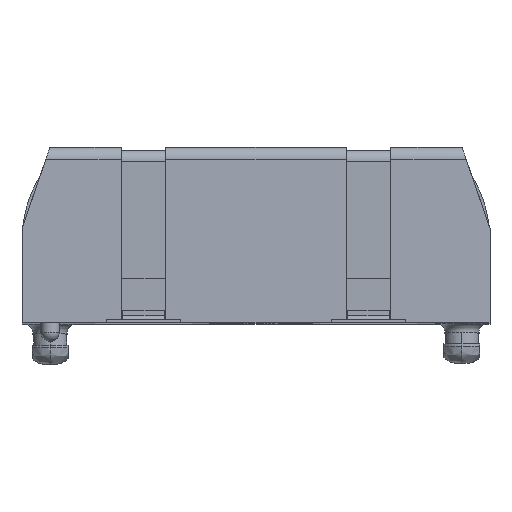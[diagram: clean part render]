
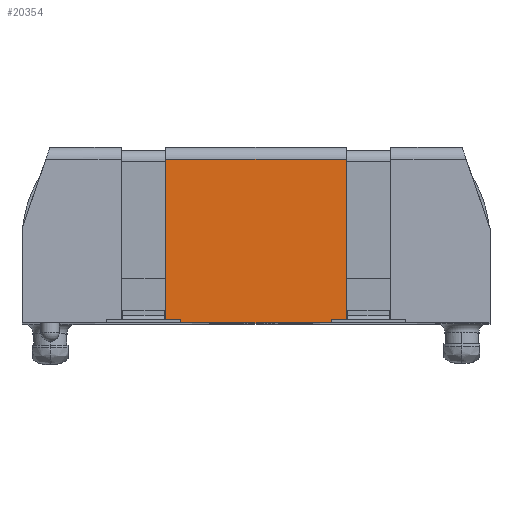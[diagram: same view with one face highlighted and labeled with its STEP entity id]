
A CAD part, top view. The second image highlights one B-rep face of the part: STEP entity #20354.
In plain terms, the highlighted planar face has unit normal (0, 0.018, 1).
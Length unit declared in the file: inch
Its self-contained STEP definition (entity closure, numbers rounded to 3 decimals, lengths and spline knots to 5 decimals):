
#3726 = CARTESIAN_POINT ( 'NONE',  ( 0.678, 0.5477, 1.50729 ) ) ;
#15607 = DIRECTION ( 'NONE',  ( -1., 0., 0. ) ) ;
#15608 = VECTOR ( 'NONE', #15607, 39.37008 ) ;
#15609 = CARTESIAN_POINT ( 'NONE',  ( -0.31319, 0.5477, 1.50729 ) ) ;
#15610 = LINE ( 'NONE', #15609, #15608 ) ;
#15783 = CARTESIAN_POINT ( 'NONE',  ( 0.075, 0.5477, 1.50729 ) ) ;
#20288 = EDGE_CURVE ( 'NONE', #25454, #20399, #33945, .T. ) ;
#20296 = EDGE_CURVE ( 'NONE', #20399, #20347, #33989, .T. ) ;
#20314 = EDGE_LOOP ( 'NONE', ( #20346, #20355, #20363, #20371 ) ) ;
#20320 = EDGE_CURVE ( 'NONE', #20347, #25370, #34007, .T. ) ;
#20346 = ORIENTED_EDGE ( 'NONE', *, *, #20288, .T. ) ;
#20347 = VERTEX_POINT ( 'NONE', #34084 ) ;
#20354 = ADVANCED_FACE ( 'NONE', ( #34077 ), #34076, .T. ) ;
#20355 = ORIENTED_EDGE ( 'NONE', *, *, #20296, .T. ) ;
#20363 = ORIENTED_EDGE ( 'NONE', *, *, #20320, .T. ) ;
#20371 = ORIENTED_EDGE ( 'NONE', *, *, #25376, .T. ) ;
#20399 = VERTEX_POINT ( 'NONE', #34137 ) ;
#25370 = VERTEX_POINT ( 'NONE', #3726 ) ;
#25376 = EDGE_CURVE ( 'NONE', #25370, #25454, #15610, .T. ) ;
#25454 = VERTEX_POINT ( 'NONE', #15783 ) ;
#33944 = CARTESIAN_POINT ( 'NONE',  ( 0.075, 0.5477, 1.50729 ) ) ;
#33945 = LINE ( 'NONE', #33944, #33996 ) ;
#33986 = DIRECTION ( 'NONE',  ( 1., 0., 0. ) ) ;
#33987 = VECTOR ( 'NONE', #33986, 39.37008 ) ;
#33988 = CARTESIAN_POINT ( 'NONE',  ( -0.31319, 0., 1.51685 ) ) ;
#33989 = LINE ( 'NONE', #33988, #33987 ) ;
#33995 = DIRECTION ( 'NONE',  ( 0., -1., 0.017 ) ) ;
#33996 = VECTOR ( 'NONE', #33995, 39.37008 ) ;
#34004 = DIRECTION ( 'NONE',  ( 0., 1., -0.017 ) ) ;
#34005 = VECTOR ( 'NONE', #34004, 39.37008 ) ;
#34006 = CARTESIAN_POINT ( 'NONE',  ( 0.678, 0., 1.51685 ) ) ;
#34007 = LINE ( 'NONE', #34006, #34005 ) ;
#34071 = DIRECTION ( 'NONE',  ( 0., -1., 0.017 ) ) ;
#34072 = DIRECTION ( 'NONE',  ( 0., 0.017, 1. ) ) ;
#34073 = CARTESIAN_POINT ( 'NONE',  ( -0.31319, -0.066, 1.518 ) ) ;
#34075 = AXIS2_PLACEMENT_3D ( 'NONE', #34073, #34072, #34071 ) ;
#34076 = PLANE ( 'NONE',  #34075 ) ;
#34077 = FACE_OUTER_BOUND ( 'NONE', #20314, .T. ) ;
#34084 = CARTESIAN_POINT ( 'NONE',  ( 0.678, 0., 1.51685 ) ) ;
#34137 = CARTESIAN_POINT ( 'NONE',  ( 0.075, 0., 1.51685 ) ) ;
